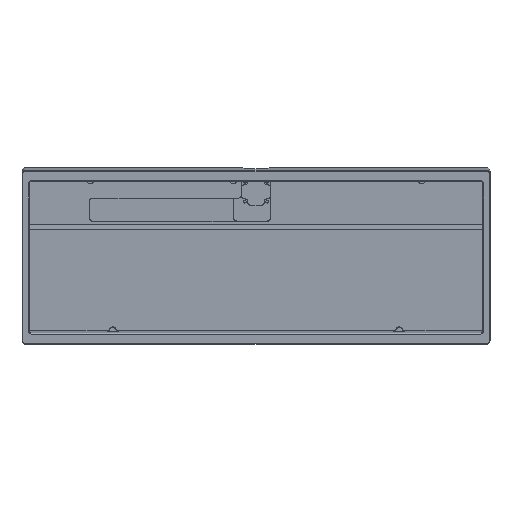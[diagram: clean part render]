
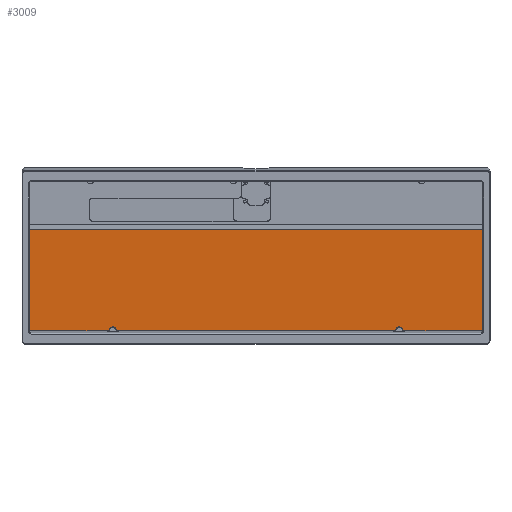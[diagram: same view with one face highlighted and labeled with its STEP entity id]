
A CAD part, top view. The second image highlights one B-rep face of the part: STEP entity #3009.
In plain terms, the highlighted planar face has unit normal (0, -0.087, 0.996).
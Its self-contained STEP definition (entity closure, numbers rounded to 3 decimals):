
#165=FACE_OUTER_BOUND('',#342,.T.);
#342=EDGE_LOOP('',(#2172,#2173,#2174,#2175,#2176,#2177,#2178,#2179,#2180,
#2181,#2182,#2183,#2184,#2185));
#569=CIRCLE('',#3254,1.5);
#570=CIRCLE('',#3255,1.5);
#571=CIRCLE('',#3256,2.25);
#572=CIRCLE('',#3257,1.5);
#573=CIRCLE('',#3258,1.5);
#574=CIRCLE('',#3259,2.25);
#575=CIRCLE('',#3260,1.5);
#576=CIRCLE('',#3261,1.5);
#730=LINE('',#4761,#1002);
#747=LINE('',#4829,#1019);
#751=LINE('',#4836,#1023);
#752=LINE('',#4841,#1024);
#753=LINE('',#4849,#1025);
#754=LINE('',#4857,#1026);
#1002=VECTOR('',#3690,10.);
#1019=VECTOR('',#3747,10.);
#1023=VECTOR('',#3753,10.);
#1024=VECTOR('',#3758,10.);
#1025=VECTOR('',#3765,10.);
#1026=VECTOR('',#3772,10.);
#1297=VERTEX_POINT('',#4758);
#1298=VERTEX_POINT('',#4760);
#1328=VERTEX_POINT('',#4826);
#1329=VERTEX_POINT('',#4828);
#1332=VERTEX_POINT('',#4838);
#1333=VERTEX_POINT('',#4840);
#1334=VERTEX_POINT('',#4842);
#1335=VERTEX_POINT('',#4844);
#1336=VERTEX_POINT('',#4846);
#1337=VERTEX_POINT('',#4848);
#1338=VERTEX_POINT('',#4850);
#1339=VERTEX_POINT('',#4852);
#1340=VERTEX_POINT('',#4854);
#1341=VERTEX_POINT('',#4856);
#1618=EDGE_CURVE('',#1298,#1297,#730,.T.);
#1652=EDGE_CURVE('',#1329,#1328,#747,.T.);
#1656=EDGE_CURVE('',#1298,#1328,#751,.T.);
#1657=EDGE_CURVE('',#1332,#1297,#569,.T.);
#1658=EDGE_CURVE('',#1333,#1332,#752,.T.);
#1659=EDGE_CURVE('',#1334,#1333,#570,.T.);
#1660=EDGE_CURVE('',#1335,#1334,#571,.T.);
#1661=EDGE_CURVE('',#1336,#1335,#572,.T.);
#1662=EDGE_CURVE('',#1337,#1336,#753,.T.);
#1663=EDGE_CURVE('',#1338,#1337,#573,.T.);
#1664=EDGE_CURVE('',#1339,#1338,#574,.T.);
#1665=EDGE_CURVE('',#1340,#1339,#575,.T.);
#1666=EDGE_CURVE('',#1341,#1340,#754,.T.);
#1667=EDGE_CURVE('',#1329,#1341,#576,.T.);
#2172=ORIENTED_EDGE('',*,*,#1618,.T.);
#2173=ORIENTED_EDGE('',*,*,#1657,.F.);
#2174=ORIENTED_EDGE('',*,*,#1658,.F.);
#2175=ORIENTED_EDGE('',*,*,#1659,.F.);
#2176=ORIENTED_EDGE('',*,*,#1660,.F.);
#2177=ORIENTED_EDGE('',*,*,#1661,.F.);
#2178=ORIENTED_EDGE('',*,*,#1662,.F.);
#2179=ORIENTED_EDGE('',*,*,#1663,.F.);
#2180=ORIENTED_EDGE('',*,*,#1664,.F.);
#2181=ORIENTED_EDGE('',*,*,#1665,.F.);
#2182=ORIENTED_EDGE('',*,*,#1666,.F.);
#2183=ORIENTED_EDGE('',*,*,#1667,.F.);
#2184=ORIENTED_EDGE('',*,*,#1652,.T.);
#2185=ORIENTED_EDGE('',*,*,#1656,.F.);
#2912=PLANE('',#3253);
#3009=ADVANCED_FACE('',(#165),#2912,.F.);
#3253=AXIS2_PLACEMENT_3D('',#4837,#3754,#3755);
#3254=AXIS2_PLACEMENT_3D('',#4839,#3756,#3757);
#3255=AXIS2_PLACEMENT_3D('',#4843,#3759,#3760);
#3256=AXIS2_PLACEMENT_3D('',#4845,#3761,#3762);
#3257=AXIS2_PLACEMENT_3D('',#4847,#3763,#3764);
#3258=AXIS2_PLACEMENT_3D('',#4851,#3766,#3767);
#3259=AXIS2_PLACEMENT_3D('',#4853,#3768,#3769);
#3260=AXIS2_PLACEMENT_3D('',#4855,#3770,#3771);
#3261=AXIS2_PLACEMENT_3D('',#4858,#3773,#3774);
#3690=DIRECTION('',(0.,-0.996,-0.087));
#3747=DIRECTION('',(0.,0.996,0.087));
#3753=DIRECTION('',(1.,0.,0.));
#3754=DIRECTION('center_axis',(0.,0.087,-0.996));
#3755=DIRECTION('ref_axis',(0.,0.996,0.087));
#3756=DIRECTION('center_axis',(0.,0.087,-0.996));
#3757=DIRECTION('ref_axis',(0.,0.996,0.087));
#3758=DIRECTION('',(-1.,0.,0.));
#3759=DIRECTION('center_axis',(0.,0.087,-0.996));
#3760=DIRECTION('ref_axis',(0.,0.996,0.087));
#3761=DIRECTION('center_axis',(0.,-0.087,0.996));
#3762=DIRECTION('ref_axis',(0.,0.996,0.087));
#3763=DIRECTION('center_axis',(0.,0.087,-0.996));
#3764=DIRECTION('ref_axis',(0.,0.996,0.087));
#3765=DIRECTION('',(-1.,0.,0.));
#3766=DIRECTION('center_axis',(0.,0.087,-0.996));
#3767=DIRECTION('ref_axis',(0.,0.996,0.087));
#3768=DIRECTION('center_axis',(0.,-0.087,0.996));
#3769=DIRECTION('ref_axis',(0.,0.996,0.087));
#3770=DIRECTION('center_axis',(0.,0.087,-0.996));
#3771=DIRECTION('ref_axis',(0.,0.996,0.087));
#3772=DIRECTION('',(-1.,0.,0.));
#3773=DIRECTION('center_axis',(0.,0.087,-0.996));
#3774=DIRECTION('ref_axis',(0.,-0.996,-0.087));
#4758=CARTESIAN_POINT('',(-143.35,-45.741,4.863));
#4760=CARTESIAN_POINT('',(-143.35,16.579,10.315));
#4761=CARTESIAN_POINT('',(-143.35,-27.78,6.434));
#4826=CARTESIAN_POINT('',(143.35,16.579,10.315));
#4828=CARTESIAN_POINT('',(143.35,-45.741,4.863));
#4829=CARTESIAN_POINT('',(143.35,-27.78,6.434));
#4836=CARTESIAN_POINT('',(0.,16.579,10.315));
#4837=CARTESIAN_POINT('Origin',(-143.35,-44.148,5.002));
#4838=CARTESIAN_POINT('',(-141.85,-47.236,4.732));
#4839=CARTESIAN_POINT('Origin',(-141.85,-45.741,4.863));
#4840=CARTESIAN_POINT('',(-94.023,-47.236,4.732));
#4841=CARTESIAN_POINT('',(-71.675,-47.236,4.732));
#4842=CARTESIAN_POINT('',(-92.609,-46.24,4.819));
#4843=CARTESIAN_POINT('Origin',(-94.023,-45.741,4.863));
#4844=CARTESIAN_POINT('',(-88.366,-46.24,4.819));
#4845=CARTESIAN_POINT('Origin',(-90.488,-46.987,4.754));
#4846=CARTESIAN_POINT('',(-86.952,-47.236,4.732));
#4847=CARTESIAN_POINT('Origin',(-86.952,-45.741,4.863));
#4848=CARTESIAN_POINT('',(86.952,-47.236,4.732));
#4849=CARTESIAN_POINT('',(-71.675,-47.236,4.732));
#4850=CARTESIAN_POINT('',(88.366,-46.24,4.819));
#4851=CARTESIAN_POINT('Origin',(86.952,-45.741,4.863));
#4852=CARTESIAN_POINT('',(92.609,-46.24,4.819));
#4853=CARTESIAN_POINT('Origin',(90.488,-46.987,4.754));
#4854=CARTESIAN_POINT('',(94.023,-47.236,4.732));
#4855=CARTESIAN_POINT('Origin',(94.023,-45.741,4.863));
#4856=CARTESIAN_POINT('',(141.85,-47.236,4.732));
#4857=CARTESIAN_POINT('',(-71.675,-47.236,4.732));
#4858=CARTESIAN_POINT('Origin',(141.85,-45.741,4.863));
